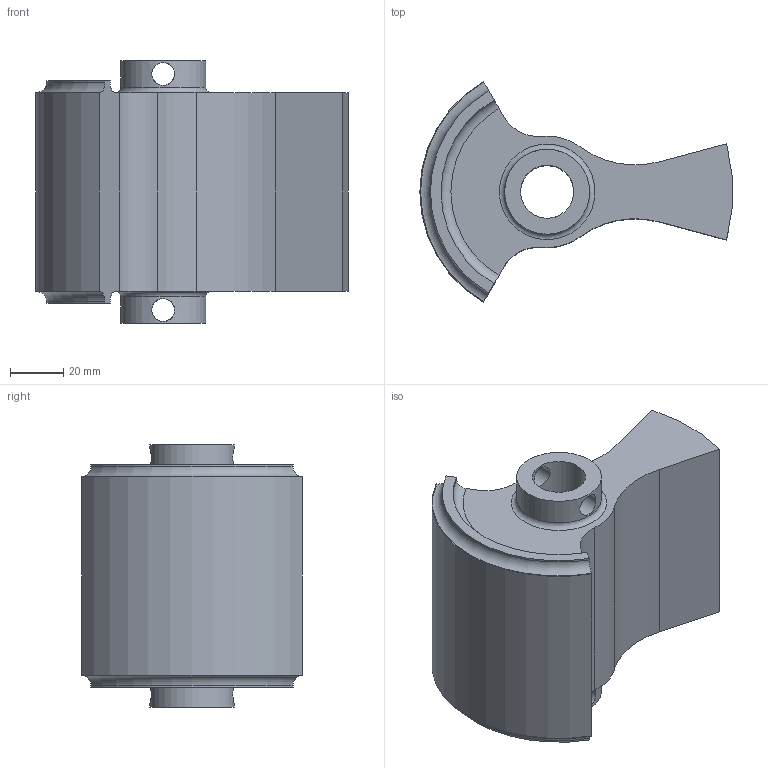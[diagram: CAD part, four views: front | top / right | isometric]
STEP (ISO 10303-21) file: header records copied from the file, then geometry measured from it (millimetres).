
FILE_DESCRIPTION(/* description */ (''),/* implementation_level */ '2;1');
FILE_NAME(/* name */ 'WEAPON FINAL v13.step',/* time_stamp */ '2023-11-29T11:02:55+05:30',/* author */ (''),/* organization */ (''),/* preprocessor_version */ 'ST-DEVELOPER v20',/* originating_system */ 'Autodesk Translation Framework v12.14.0.127',/* authorisation */ '');
FILE_SCHEMA (('AUTOMOTIVE_DESIGN { 1 0 10303 214 3 1 1 }'));
Length unit declared in the file: millimetre
Products named in the file (1): WEAPON FINAL
Bounding box: 117.73 x 83.13 x 99 mm (x, y, z)
Volume: 342316.7 mm3; surface area: 44560.4 mm2
Topology: 1 solids, 1 shells, 37 faces, 106 edges, 73 vertices
Faces by surface type: cylinder 19, plane 12, torus 6
Full cylindrical faces by diameter (mm): 8.6 x4, 20 x1, 32 x2
Entity records: 1538 total; most frequent: CARTESIAN_POINT 491, DIRECTION 213, ORIENTED_EDGE 212, EDGE_CURVE 106, AXIS2_PLACEMENT_3D 85, VERTEX_POINT 73, EDGE_LOOP 49, CIRCLE 47
